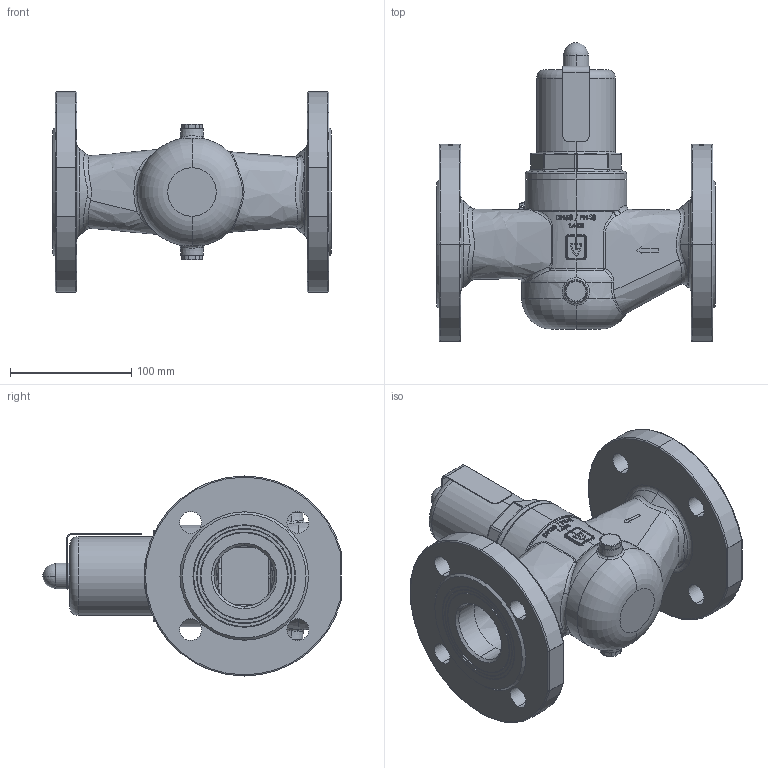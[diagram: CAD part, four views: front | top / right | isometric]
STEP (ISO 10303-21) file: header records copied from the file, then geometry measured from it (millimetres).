
FILE_DESCRIPTION (( 'STEP AP214' ), '1' );
FILE_NAME ('431mGFO-50 Dummy.STEP', '2012-02-22T15:58:05', ( 'Blankenhorn' ), ( '' ), 'SwSTEP 2.0', 'SolidWorks 2011', '' );
FILE_SCHEMA (( 'AUTOMOTIVE_DESIGN' ));
Length unit declared in the file: millimetre
Products named in the file (1): 431mGFO-50 Dummy
Bounding box: 230 x 246.2 x 165 mm (x, y, z)
Volume: 1121992.7 mm3; surface area: 277189.7 mm2
Topology: 6 solids, 6 shells, 1295 faces, 3291 edges, 2091 vertices
Faces by surface type: plane 482, bspline 321, cylinder 285, torus 93, cone 92, sphere 22
Entity records: 77028 total; most frequent: CARTESIAN_POINT 34077, ORIENTED_EDGE 6524, DIRECTION 5103, EDGE_CURVE 3262, VERTEX_POINT 2088, AXIS2_PLACEMENT_3D 1903, EDGE_LOOP 1436, UNCERTAINTY_MEASURE_WITH_UNIT 1303
